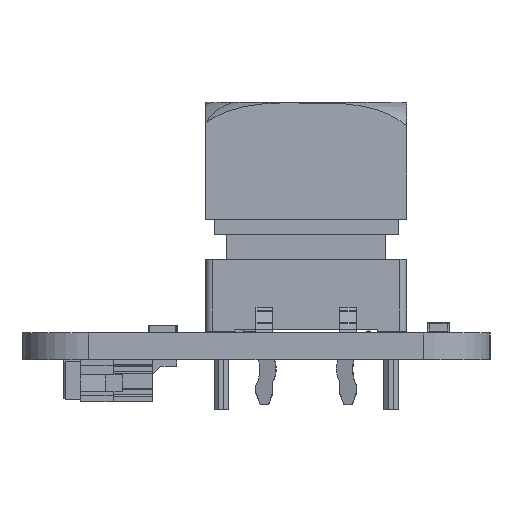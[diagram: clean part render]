
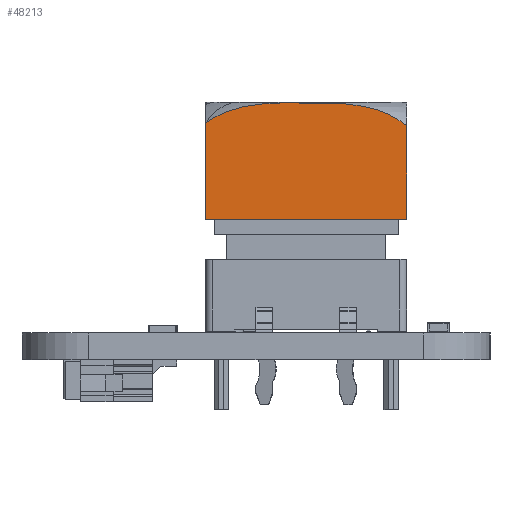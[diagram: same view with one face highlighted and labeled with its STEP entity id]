
A CAD part, left-side view. The second image highlights one B-rep face of the part: STEP entity #48213.
In plain terms, the highlighted planar face has unit normal (-1, 0, 0).
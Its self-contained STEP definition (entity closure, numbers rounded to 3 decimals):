
#47938 = VERTEX_POINT('',#47939);
#47939 = CARTESIAN_POINT('',(-6.1,6.,6.8)
  );
#47945 = EDGE_CURVE('',#47938,#47946,#47948,.T.);
#47946 = VERTEX_POINT('',#47947);
#47947 = CARTESIAN_POINT('',(-6.1,-6.,6.8
    ));
#47948 = LINE('',#47949,#47950);
#47949 = CARTESIAN_POINT('',(-6.1,6.,6.8)
  );
#47950 = VECTOR('',#47951,1.);
#47951 = DIRECTION('',(0.,-1.,0.));
#48067 = VERTEX_POINT('',#48068);
#48068 = CARTESIAN_POINT('',(-6.1,6.,12.547
    ));
#48135 = EDGE_CURVE('',#48136,#48067,#48138,.T.);
#48136 = VERTEX_POINT('',#48137);
#48137 = CARTESIAN_POINT('',(-6.1,-6.,
    12.383));
#48138 = B_SPLINE_CURVE_WITH_KNOTS('',3,(#48139,#48140,#48141,#48142,
    #48143,#48144,#48145,#48146,#48147,#48148,#48149,#48150,#48151,
    #48152,#48153,#48154,#48155,#48156,#48157,#48158,#48159,#48160,
    #48161,#48162),.UNSPECIFIED.,.F.,.F.,(4,1,1,1,1,1,1,1,1,1,1,1,1,1,1,
    1,1,1,1,1,1,4),(0.,0.048,0.095,
    0.143,0.19,0.238,0.286,
    0.333,0.381,0.429,0.476,
    0.524,0.571,0.619,0.667,
    0.714,0.762,0.81,0.857,
    0.905,0.952,1.),.UNSPECIFIED.);
#48139 = CARTESIAN_POINT('',(-6.1,-6.,
    12.383));
#48140 = CARTESIAN_POINT('',(-6.1,-5.865,
    12.502));
#48141 = CARTESIAN_POINT('',(-6.1,-5.575,
    12.726));
#48142 = CARTESIAN_POINT('',(-6.1,-5.048,
    13.029));
#48143 = CARTESIAN_POINT('',(-6.1,-4.522,
    13.252));
#48144 = CARTESIAN_POINT('',(-6.1,-3.984,
    13.423));
#48145 = CARTESIAN_POINT('',(-6.1,-3.429,
    13.551));
#48146 = CARTESIAN_POINT('',(-6.1,-2.847,
    13.645));
#48147 = CARTESIAN_POINT('',(-6.1,-2.227,
    13.709));
#48148 = CARTESIAN_POINT('',(-6.1,-1.572,
    13.749));
#48149 = CARTESIAN_POINT('',(-6.1,-0.886,
    13.77));
#48150 = CARTESIAN_POINT('',(-6.1,-0.177,
    13.778));
#48151 = CARTESIAN_POINT('',(-6.1,0.55,
    13.777));
#48152 = CARTESIAN_POINT('',(-6.1,1.273,
    13.766));
#48153 = CARTESIAN_POINT('',(-6.1,1.957,
    13.74));
#48154 = CARTESIAN_POINT('',(-6.1,2.586,
    13.695));
#48155 = CARTESIAN_POINT('',(-6.1,3.16,
    13.628));
#48156 = CARTESIAN_POINT('',(-6.1,3.683,
    13.539));
#48157 = CARTESIAN_POINT('',(-6.1,4.175,
    13.423));
#48158 = CARTESIAN_POINT('',(-6.1,4.659,
    13.273));
#48159 = CARTESIAN_POINT('',(-6.1,5.133,
    13.08));
#48160 = CARTESIAN_POINT('',(-6.1,5.586,
    12.84));
#48161 = CARTESIAN_POINT('',(-6.1,5.866,
    12.65));
#48162 = CARTESIAN_POINT('',(-6.1,6.,12.547
    ));
#48203 = EDGE_CURVE('',#47946,#48136,#48204,.T.);
#48204 = LINE('',#48205,#48206);
#48205 = CARTESIAN_POINT('',(-6.1,-6.,6.8
    ));
#48206 = VECTOR('',#48207,1.);
#48207 = DIRECTION('',(0.,0.,1.));
#48213 = ADVANCED_FACE('',(#48214),#48225,.T.);
#48214 = FACE_BOUND('',#48215,.F.);
#48215 = EDGE_LOOP('',(#48216,#48217,#48218,#48219));
#48216 = ORIENTED_EDGE('',*,*,#48135,.F.);
#48217 = ORIENTED_EDGE('',*,*,#48203,.F.);
#48218 = ORIENTED_EDGE('',*,*,#47945,.F.);
#48219 = ORIENTED_EDGE('',*,*,#48220,.T.);
#48220 = EDGE_CURVE('',#47938,#48067,#48221,.T.);
#48221 = LINE('',#48222,#48223);
#48222 = CARTESIAN_POINT('',(-6.1,6.,6.8)
  );
#48223 = VECTOR('',#48224,1.);
#48224 = DIRECTION('',(0.,0.,1.));
#48225 = PLANE('',#48226);
#48226 = AXIS2_PLACEMENT_3D('',#48227,#48228,#48229);
#48227 = CARTESIAN_POINT('',(-6.1,6.,6.8)
  );
#48228 = DIRECTION('',(-1.,0.,0.));
#48229 = DIRECTION('',(0.,-1.,0.));
